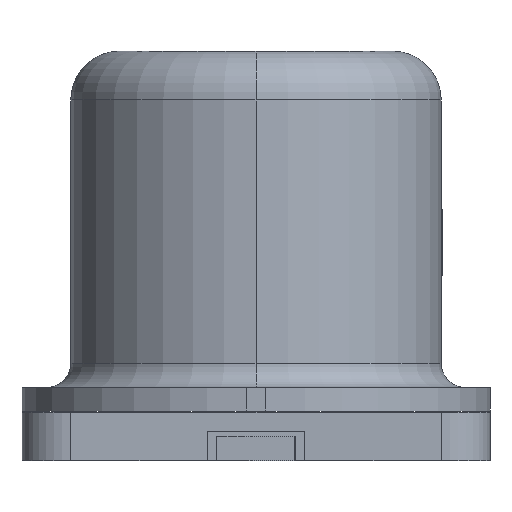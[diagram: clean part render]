
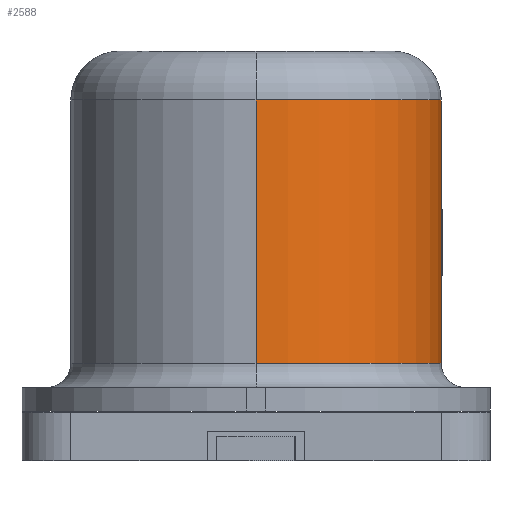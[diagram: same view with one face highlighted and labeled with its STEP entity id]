
A CAD part, left-side view. The second image highlights one B-rep face of the part: STEP entity #2588.
In plain terms, the highlighted cylindrical face has radius 1.9 mm (diameter 3.8 mm), a partial arc.
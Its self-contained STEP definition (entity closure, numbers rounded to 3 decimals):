
#944 = CARTESIAN_POINT ( 'NONE',  ( -5.3, 0., 3.7 ) ) ;
#1770 = ORIENTED_EDGE ( 'NONE', *, *, #6823, .F. ) ;
#2077 = VERTEX_POINT ( 'NONE', #14264 ) ;
#2386 = DIRECTION ( 'NONE',  ( 0., 0., -1. ) ) ;
#2558 = DIRECTION ( 'NONE',  ( 0., 0., -1. ) ) ;
#2588 = ADVANCED_FACE ( 'NONE', ( #14782 ), #6291, .T. ) ;
#2935 = CARTESIAN_POINT ( 'NONE',  ( -3.4, 0., 4.2 ) ) ;
#3168 = ORIENTED_EDGE ( 'NONE', *, *, #3305, .T. ) ;
#3216 = VERTEX_POINT ( 'NONE', #4518 ) ;
#3305 = EDGE_CURVE ( 'NONE', #3216, #2077, #11211, .T. ) ;
#3418 = VECTOR ( 'NONE', #2386, 1000. ) ;
#3596 = CARTESIAN_POINT ( 'NONE',  ( -3.4, -1.9, 4.2 ) ) ;
#4518 = CARTESIAN_POINT ( 'NONE',  ( -5.3, 0., 1. ) ) ;
#4844 = CARTESIAN_POINT ( 'NONE',  ( -3.4, -1.9, 3.7 ) ) ;
#4904 = CARTESIAN_POINT ( 'NONE',  ( -3.4, 0., 1. ) ) ;
#4933 = DIRECTION ( 'NONE',  ( 1., 0., 0. ) ) ;
#5066 = DIRECTION ( 'NONE',  ( 0., 0., 1. ) ) ;
#5142 = EDGE_LOOP ( 'NONE', ( #5242, #10908, #1770, #3168 ) ) ;
#5242 = ORIENTED_EDGE ( 'NONE', *, *, #8613, .F. ) ;
#5459 = AXIS2_PLACEMENT_3D ( 'NONE', #2935, #7676, #10093 ) ;
#6291 = CYLINDRICAL_SURFACE ( 'NONE', #5459, 1.9 ) ;
#6491 = AXIS2_PLACEMENT_3D ( 'NONE', #4904, #5066, #12002 ) ;
#6608 = VECTOR ( 'NONE', #7411, 1000. ) ;
#6823 = EDGE_CURVE ( 'NONE', #3216, #13087, #9291, .T. ) ;
#6950 = LINE ( 'NONE', #3596, #3418 ) ;
#7260 = EDGE_CURVE ( 'NONE', #10323, #13087, #8605, .T. ) ;
#7411 = DIRECTION ( 'NONE',  ( 0., 0., 1. ) ) ;
#7676 = DIRECTION ( 'NONE',  ( 0., 0., -1. ) ) ;
#8443 = CARTESIAN_POINT ( 'NONE',  ( -3.4, 0., 3.7 ) ) ;
#8605 = CIRCLE ( 'NONE', #13601, 1.9 ) ;
#8613 = EDGE_CURVE ( 'NONE', #10323, #2077, #6950, .T. ) ;
#9291 = LINE ( 'NONE', #11782, #6608 ) ;
#10093 = DIRECTION ( 'NONE',  ( -1., 0., 0. ) ) ;
#10323 = VERTEX_POINT ( 'NONE', #4844 ) ;
#10908 = ORIENTED_EDGE ( 'NONE', *, *, #7260, .T. ) ;
#11211 = CIRCLE ( 'NONE', #6491, 1.9 ) ;
#11782 = CARTESIAN_POINT ( 'NONE',  ( -5.3, 0., 4.2 ) ) ;
#12002 = DIRECTION ( 'NONE',  ( 1., 0., 0. ) ) ;
#13087 = VERTEX_POINT ( 'NONE', #944 ) ;
#13601 = AXIS2_PLACEMENT_3D ( 'NONE', #8443, #2558, #4933 ) ;
#14264 = CARTESIAN_POINT ( 'NONE',  ( -3.4, -1.9, 1. ) ) ;
#14782 = FACE_OUTER_BOUND ( 'NONE', #5142, .T. ) ;
